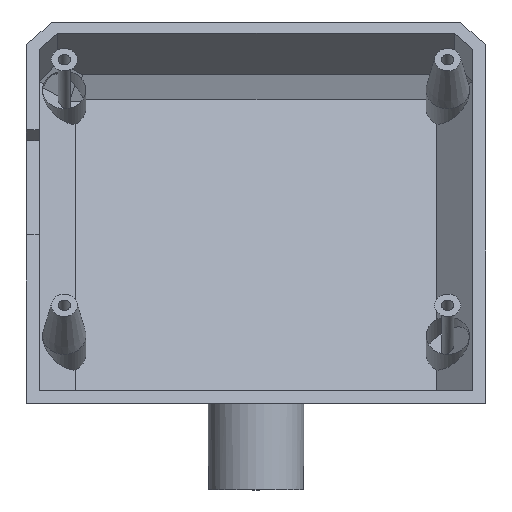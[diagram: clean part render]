
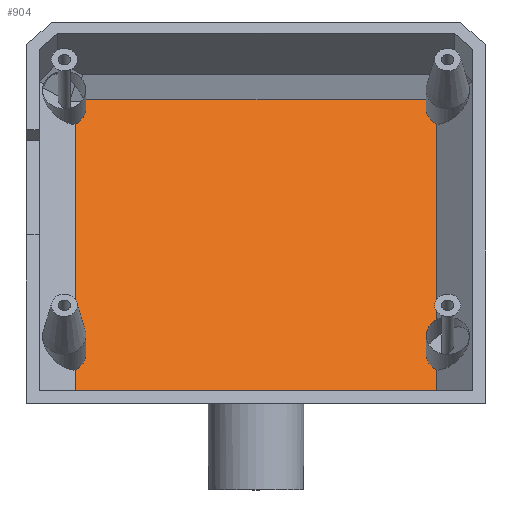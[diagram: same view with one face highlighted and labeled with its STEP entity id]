
A CAD part, left-side view. The second image highlights one B-rep face of the part: STEP entity #904.
In plain terms, the highlighted planar face has unit normal (-0.866, 0, 0.5).
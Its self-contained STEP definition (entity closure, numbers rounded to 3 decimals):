
#33=CIRCLE('',#992,5.);
#34=CIRCLE('',#993,5.);
#35=CIRCLE('',#994,5.);
#36=CIRCLE('',#995,5.);
#37=CIRCLE('',#996,5.);
#38=CIRCLE('',#997,5.);
#110=FACE_OUTER_BOUND('',#164,.T.);
#164=EDGE_LOOP('',(#741,#742,#743,#744,#745,#746,#747,#748,#749,#750,#751,
#752));
#232=LINE('',#1416,#320);
#253=LINE('',#1470,#341);
#254=LINE('',#1473,#342);
#256=LINE('',#1485,#344);
#257=LINE('',#1490,#345);
#261=LINE('',#1514,#349);
#320=VECTOR('',#1123,10.);
#341=VECTOR('',#1180,10.);
#342=VECTOR('',#1183,10.);
#344=VECTOR('',#1195,10.);
#345=VECTOR('',#1200,10.);
#349=VECTOR('',#1230,10.);
#401=VERTEX_POINT('',#1413);
#402=VERTEX_POINT('',#1415);
#416=VERTEX_POINT('',#1467);
#417=VERTEX_POINT('',#1469);
#418=VERTEX_POINT('',#1471);
#422=VERTEX_POINT('',#1482);
#423=VERTEX_POINT('',#1484);
#425=VERTEX_POINT('',#1488);
#429=VERTEX_POINT('',#1504);
#430=VERTEX_POINT('',#1505);
#431=VERTEX_POINT('',#1508);
#432=VERTEX_POINT('',#1512);
#498=EDGE_CURVE('',#401,#402,#232,.T.);
#524=EDGE_CURVE('',#417,#402,#253,.T.);
#526=EDGE_CURVE('',#416,#418,#254,.T.);
#531=EDGE_CURVE('',#423,#422,#256,.F.);
#534=EDGE_CURVE('',#401,#425,#257,.F.);
#541=EDGE_CURVE('',#429,#430,#33,.T.);
#542=EDGE_CURVE('',#430,#416,#34,.T.);
#543=EDGE_CURVE('',#418,#431,#35,.T.);
#544=EDGE_CURVE('',#431,#417,#36,.T.);
#545=EDGE_CURVE('',#425,#423,#37,.T.);
#546=EDGE_CURVE('',#422,#432,#38,.T.);
#547=EDGE_CURVE('',#432,#429,#261,.T.);
#741=ORIENTED_EDGE('',*,*,#541,.T.);
#742=ORIENTED_EDGE('',*,*,#542,.T.);
#743=ORIENTED_EDGE('',*,*,#526,.T.);
#744=ORIENTED_EDGE('',*,*,#543,.T.);
#745=ORIENTED_EDGE('',*,*,#544,.T.);
#746=ORIENTED_EDGE('',*,*,#524,.T.);
#747=ORIENTED_EDGE('',*,*,#498,.F.);
#748=ORIENTED_EDGE('',*,*,#534,.T.);
#749=ORIENTED_EDGE('',*,*,#545,.T.);
#750=ORIENTED_EDGE('',*,*,#531,.T.);
#751=ORIENTED_EDGE('',*,*,#546,.T.);
#752=ORIENTED_EDGE('',*,*,#547,.T.);
#862=PLANE('',#991);
#904=ADVANCED_FACE('',(#110),#862,.F.);
#991=AXIS2_PLACEMENT_3D('',#1503,#1216,#1217);
#992=AXIS2_PLACEMENT_3D('',#1506,#1218,#1219);
#993=AXIS2_PLACEMENT_3D('',#1507,#1220,#1221);
#994=AXIS2_PLACEMENT_3D('',#1509,#1222,#1223);
#995=AXIS2_PLACEMENT_3D('',#1510,#1224,#1225);
#996=AXIS2_PLACEMENT_3D('',#1511,#1226,#1227);
#997=AXIS2_PLACEMENT_3D('',#1513,#1228,#1229);
#1123=DIRECTION('',(0.,1.,0.));
#1180=DIRECTION('',(-0.5,0.,-0.866));
#1183=DIRECTION('',(-0.5,0.,-0.866));
#1195=DIRECTION('',(-0.5,0.,-0.866));
#1200=DIRECTION('',(-0.5,0.,-0.866));
#1216=DIRECTION('center_axis',(0.866,0.,-0.5));
#1217=DIRECTION('ref_axis',(-0.5,0.,-0.866));
#1218=DIRECTION('center_axis',(0.866,0.,-0.5));
#1219=DIRECTION('ref_axis',(0.,1.,0.));
#1220=DIRECTION('center_axis',(0.866,0.,-0.5));
#1221=DIRECTION('ref_axis',(0.,1.,0.));
#1222=DIRECTION('center_axis',(0.866,0.,-0.5));
#1223=DIRECTION('ref_axis',(0.,1.,0.));
#1224=DIRECTION('center_axis',(0.866,0.,-0.5));
#1225=DIRECTION('ref_axis',(0.,1.,0.));
#1226=DIRECTION('center_axis',(0.866,0.,-0.5));
#1227=DIRECTION('ref_axis',(0.,1.,0.));
#1228=DIRECTION('center_axis',(0.866,0.,-0.5));
#1229=DIRECTION('ref_axis',(0.,1.,0.));
#1230=DIRECTION('',(0.,1.,0.));
#1413=CARTESIAN_POINT('',(25.682,-41.757,23.));
#1415=CARTESIAN_POINT('',(25.682,41.757,23.));
#1416=CARTESIAN_POINT('',(25.682,0.,23.));
#1467=CARTESIAN_POINT('',(61.129,41.757,84.396));
#1469=CARTESIAN_POINT('',(28.379,41.757,27.671));
#1470=CARTESIAN_POINT('',(61.377,41.757,84.824));
#1471=CARTESIAN_POINT('',(32.714,41.757,35.179));
#1473=CARTESIAN_POINT('',(61.377,41.757,84.824));
#1482=CARTESIAN_POINT('',(61.129,-41.757,84.396));
#1484=CARTESIAN_POINT('',(32.714,-41.757,35.179));
#1485=CARTESIAN_POINT('',(61.377,-41.757,84.824));
#1488=CARTESIAN_POINT('',(28.379,-41.757,27.671));
#1490=CARTESIAN_POINT('',(61.377,-41.757,84.824));
#1503=CARTESIAN_POINT('Origin',(68.043,0.,96.37));
#1504=CARTESIAN_POINT('',(64.422,39.785,90.098));
#1505=CARTESIAN_POINT('',(63.297,39.25,88.15));
#1506=CARTESIAN_POINT('Origin',(63.297,44.25,88.15));
#1507=CARTESIAN_POINT('Origin',(63.297,44.25,88.15));
#1508=CARTESIAN_POINT('',(30.547,39.25,31.425));
#1509=CARTESIAN_POINT('Origin',(30.547,44.25,31.425));
#1510=CARTESIAN_POINT('Origin',(30.547,44.25,31.425));
#1511=CARTESIAN_POINT('Origin',(30.547,-44.25,31.425));
#1512=CARTESIAN_POINT('',(64.422,-39.785,90.098));
#1513=CARTESIAN_POINT('Origin',(63.297,-44.25,88.15));
#1514=CARTESIAN_POINT('',(64.422,0.,90.098));
